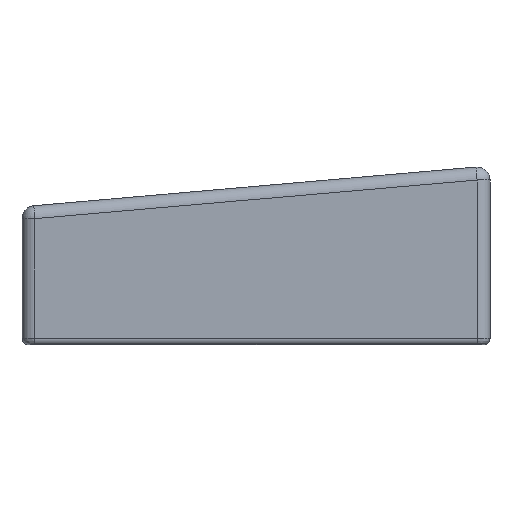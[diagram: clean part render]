
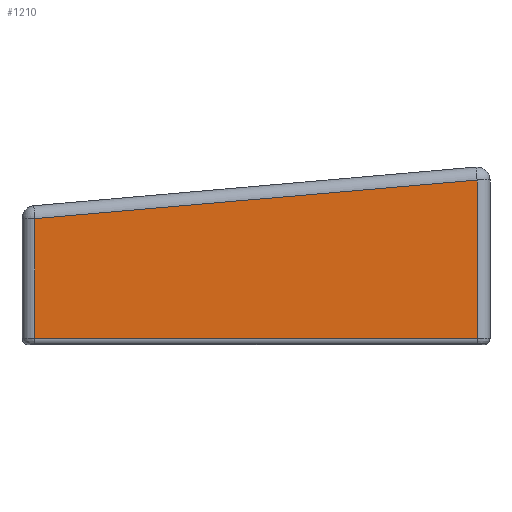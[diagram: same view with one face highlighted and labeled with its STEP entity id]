
A CAD part, front view. The second image highlights one B-rep face of the part: STEP entity #1210.
In plain terms, the highlighted planar face has unit normal (0, -1, 0).
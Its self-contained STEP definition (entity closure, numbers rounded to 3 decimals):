
#33=PLANE('',#1316);
#99=FACE_OUTER_BOUND('',#168,.T.);
#168=EDGE_LOOP('',(#920,#921,#922,#923));
#254=LINE('',#1828,#392);
#257=LINE('',#1873,#395);
#259=LINE('',#1879,#397);
#260=LINE('',#1880,#398);
#392=VECTOR('',#1474,10.);
#395=VECTOR('',#1497,10.);
#397=VECTOR('',#1503,10.);
#398=VECTOR('',#1504,10.);
#568=VERTEX_POINT('',#1822);
#569=VERTEX_POINT('',#1826);
#574=VERTEX_POINT('',#1872);
#576=VERTEX_POINT('',#1878);
#691=EDGE_CURVE('',#568,#569,#254,.T.);
#701=EDGE_CURVE('',#569,#574,#257,.T.);
#704=EDGE_CURVE('',#576,#568,#259,.T.);
#705=EDGE_CURVE('',#574,#576,#260,.T.);
#920=ORIENTED_EDGE('',*,*,#691,.F.);
#921=ORIENTED_EDGE('',*,*,#704,.F.);
#922=ORIENTED_EDGE('',*,*,#705,.F.);
#923=ORIENTED_EDGE('',*,*,#701,.F.);
#1210=ADVANCED_FACE('',(#99),#33,.T.);
#1316=AXIS2_PLACEMENT_3D('',#1877,#1501,#1502);
#1474=DIRECTION('',(-1.,0.,0.));
#1497=DIRECTION('',(0.,0.,1.));
#1501=DIRECTION('center_axis',(0.,-1.,0.));
#1502=DIRECTION('ref_axis',(1.,0.,0.));
#1503=DIRECTION('',(0.,0.,-1.));
#1504=DIRECTION('',(0.996,0.,0.087));
#1822=CARTESIAN_POINT('',(16.962,-30.075,-5.));
#1826=CARTESIAN_POINT('',(-17.102,-30.075,-5.));
#1828=CARTESIAN_POINT('',(-9.086,-30.075,-5.));
#1872=CARTESIAN_POINT('',(-17.102,-30.075,4.23));
#1873=CARTESIAN_POINT('',(-17.102,-30.075,-5.5));
#1877=CARTESIAN_POINT('Origin',(-18.102,-30.075,-5.5));
#1878=CARTESIAN_POINT('',(16.962,-30.075,7.211));
#1879=CARTESIAN_POINT('',(16.962,-30.075,-5.5));
#1880=CARTESIAN_POINT('',(-9.461,-30.075,4.899));
